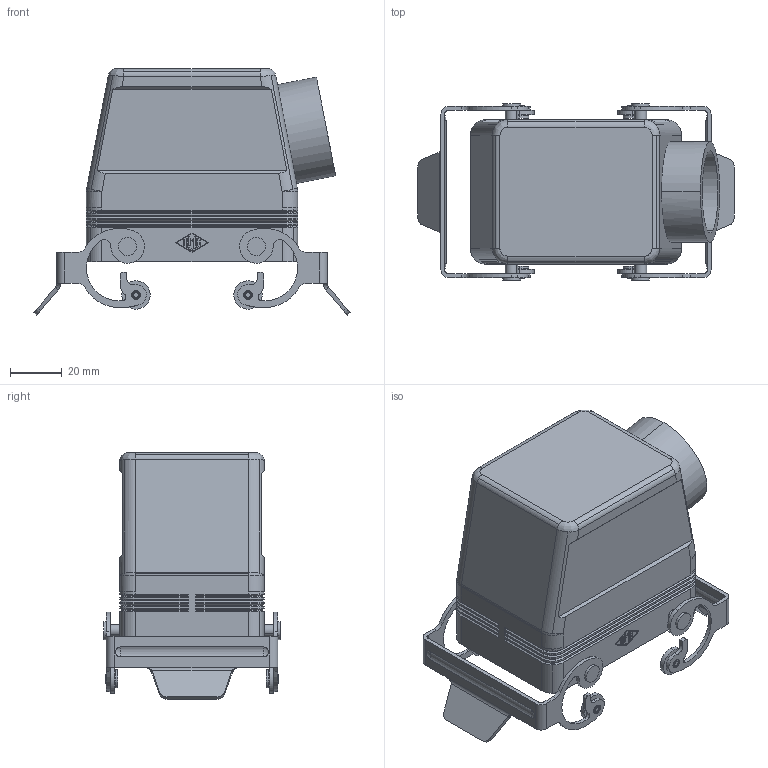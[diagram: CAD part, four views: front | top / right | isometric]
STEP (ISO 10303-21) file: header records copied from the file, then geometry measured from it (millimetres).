
FILE_DESCRIPTION(('Creo Elements/Direct Modeling STEP Export'),'2;1');
FILE_NAME('0ln7uvk524a2l387096','2020-04-08T20:10:40',(''),(''),'Creo Elements/Direct Modeling STEP processor for AP214 (Solid Model)','Creo Elements/Direct Modeling 20.1B 02-Apr-2019 (C) Parametric Technology GmbH','');
FILE_SCHEMA(('AUTOMOTIVE_DESIGN { 1 0 10303 214 1 1 1 1 }'));
Length unit declared in the file: millimetre
Products named in the file (2): MAOX 50 X32; MAOX 50 X32.stp
Assembly tree (1 placements, depth 2):
  MAOX 50 X32.stp
    MAOX 50 X32
Bounding box: 122.79 x 68.5 x 95.65 mm (x, y, z)
Volume: 88320.9 mm3; surface area: 60011.2 mm2
Topology: 1 solids, 5 shells, 706 faces, 1710 edges, 1067 vertices
Faces by surface type: cylinder 320, plane 298, cone 64, sphere 12, bspline 8, extrusion 4
Entity records: 22565 total; most frequent: CARTESIAN_POINT 5060, DIRECTION 3527, ORIENTED_EDGE 3404, EDGE_CURVE 1702, AXIS2_PLACEMENT_3D 1292, VERTEX_POINT 1067, VECTOR 943, LINE 939
